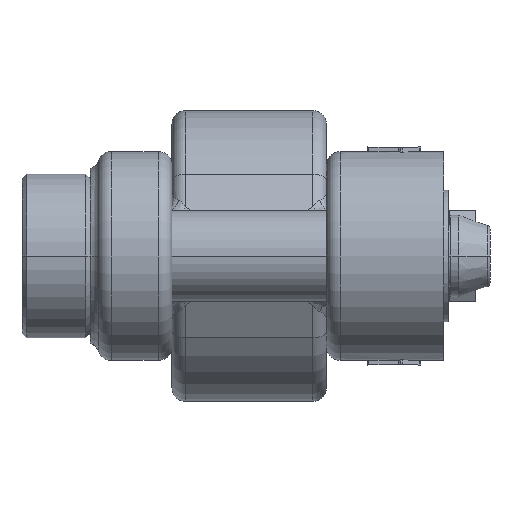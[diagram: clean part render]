
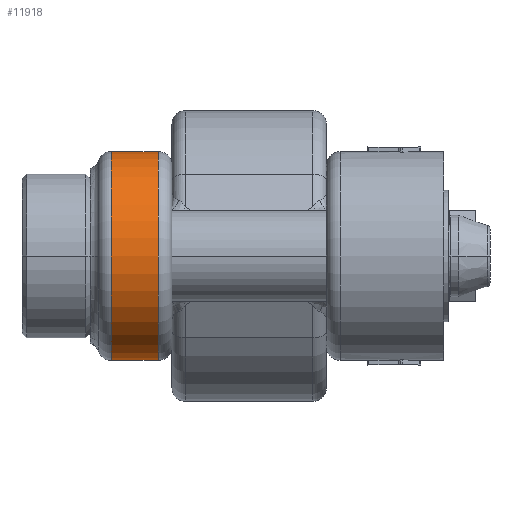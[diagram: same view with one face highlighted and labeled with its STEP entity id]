
A CAD part, front view. The second image highlights one B-rep face of the part: STEP entity #11918.
In plain terms, the highlighted cylindrical face has radius 11.5 mm (diameter 23 mm), a partial arc.
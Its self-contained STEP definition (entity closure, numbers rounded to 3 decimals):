
#672=CARTESIAN_POINT('',(-15.172,9.591,6.345));
#1539=CARTESIAN_POINT('',(-15.172,0.,0.));
#1540=DIRECTION('',(1.,0.,0.));
#1541=DIRECTION('',(0.,0.834,0.552));
#1542=AXIS2_PLACEMENT_3D('',#1539,#1540,#1541);
#1554=DIRECTION('',(-1.,0.,0.));
#1555=VECTOR('',#1554,5.172);
#1556=CARTESIAN_POINT('',(-10.,9.591,6.345));
#1557=LINE('112586',#1556,#1555);
#1558=DIRECTION('',(-1.,0.,0.));
#1559=VECTOR('',#1558,5.172);
#1560=CARTESIAN_POINT('',(-10.,9.591,-6.345));
#1561=LINE('113790',#1560,#1559);
#1562=CARTESIAN_POINT('',(-10.,0.,0.));
#1563=DIRECTION('',(-1.,0.,0.));
#1564=DIRECTION('',(0.,0.834,-0.552));
#1565=AXIS2_PLACEMENT_3D('',#1562,#1563,#1564);
#2466=CARTESIAN_POINT('',(-15.172,9.591,
-6.345));
#8578=VERTEX_POINT('',#672);
#8599=CARTESIAN_POINT('',(-10.,9.591,6.345));
#8600=VERTEX_POINT('',#8599);
#8692=VERTEX_POINT('',#2466);
#8713=CARTESIAN_POINT('',(-10.,9.591,-6.345));
#8714=VERTEX_POINT('',#8713);
#11905=CARTESIAN_POINT('',(24.975,0.,0.));
#11906=DIRECTION('',(1.,0.,0.));
#11907=DIRECTION('',(0.,1.,0.));
#11908=AXIS2_PLACEMENT_3D('',#11905,#11906,#11907);
#11909=CYLINDRICAL_SURFACE('76651',#11908,11.5);
#11910=ORIENTED_EDGE('114058',*,*,#11834,.F.);
#11911=ORIENTED_EDGE('112586',*,*,#10812,.F.);
#11913=ORIENTED_EDGE('114060',*,*,#11912,.F.);
#11915=ORIENTED_EDGE('113790',*,*,#11914,.T.);
#11916=EDGE_LOOP('76651',(#11910,#11911,#11913,#11915));
#11917=FACE_OUTER_BOUND('76651',#11916,.F.);
#1543=CIRCLE('114058',#1542,11.5);
#1566=CIRCLE('114060',#1565,11.5);
#10812=EDGE_CURVE('112586',#8600,#8578,#1557,.T.);
#11834=EDGE_CURVE('114058',#8578,#8692,#1543,.T.);
#11912=EDGE_CURVE('114060',#8714,#8600,#1566,.T.);
#11914=EDGE_CURVE('113790',#8714,#8692,#1561,.T.);
#11918=ADVANCED_FACE('76651',(#11917),#11909,.T.);
